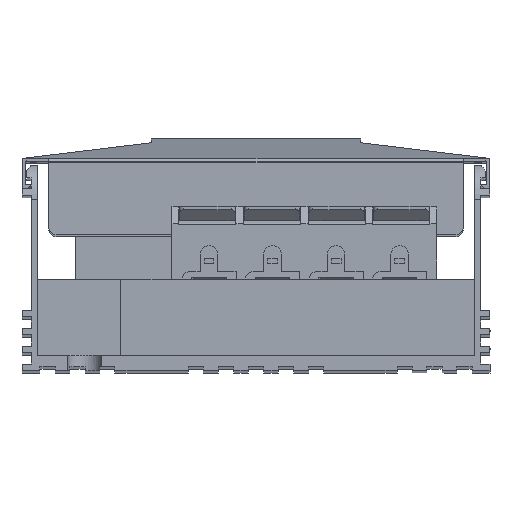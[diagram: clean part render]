
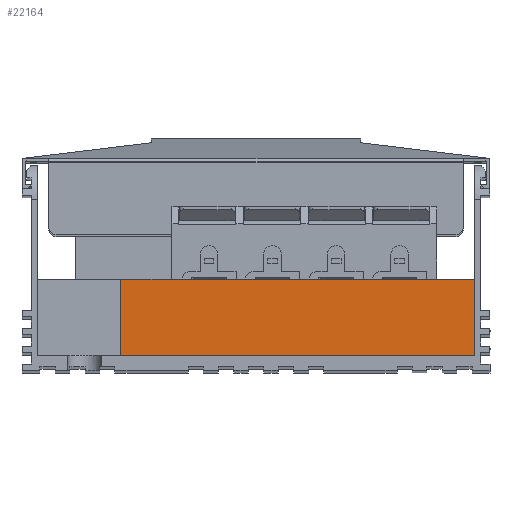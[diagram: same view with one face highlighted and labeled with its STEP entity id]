
A CAD part, top view. The second image highlights one B-rep face of the part: STEP entity #22164.
In plain terms, the highlighted face is planar.
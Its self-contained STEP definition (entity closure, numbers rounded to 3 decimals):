
#307 = CARTESIAN_POINT ( 'NONE',  ( -7.283, -6.807, 0. ) ) ;
#763 = VERTEX_POINT ( 'NONE', #7705 ) ;
#953 = CARTESIAN_POINT ( 'NONE',  ( 39.217, -6.807, 0. ) ) ;
#1099 = VERTEX_POINT ( 'NONE', #23253 ) ;
#1181 = VECTOR ( 'NONE', #5507, 1000. ) ;
#2732 = DIRECTION ( 'NONE',  ( 0., 1., 0. ) ) ;
#3498 = LINE ( 'NONE', #8858, #1181 ) ;
#5139 = EDGE_CURVE ( 'NONE', #20835, #11238, #11025, .T. ) ;
#5373 = EDGE_CURVE ( 'NONE', #763, #11238, #3498, .T. ) ;
#5507 = DIRECTION ( 'NONE',  ( 0., 0., -1. ) ) ;
#5672 = ORIENTED_EDGE ( 'NONE', *, *, #5373, .F. ) ;
#6795 = DIRECTION ( 'NONE',  ( 1., 0., 0. ) ) ;
#7014 = EDGE_CURVE ( 'NONE', #1099, #20835, #13076, .T. ) ;
#7023 = LINE ( 'NONE', #12274, #8714 ) ;
#7242 = CARTESIAN_POINT ( 'NONE',  ( -7.283, -6.807, 10. ) ) ;
#7705 = CARTESIAN_POINT ( 'NONE',  ( 39.217, -6.807, 10. ) ) ;
#8714 = VECTOR ( 'NONE', #6795, 1000. ) ;
#8858 = CARTESIAN_POINT ( 'NONE',  ( 39.217, -6.807, 10. ) ) ;
#9882 = EDGE_LOOP ( 'NONE', ( #21994, #5672, #18359, #16628 ) ) ;
#11025 = LINE ( 'NONE', #307, #22533 ) ;
#11134 = DIRECTION ( 'NONE',  ( 1., 0., 0. ) ) ;
#11157 = PLANE ( 'NONE',  #12087 ) ;
#11238 = VERTEX_POINT ( 'NONE', #953 ) ;
#12087 = AXIS2_PLACEMENT_3D ( 'NONE', #12120, #2732, #19422 ) ;
#12120 = CARTESIAN_POINT ( 'NONE',  ( -7.283, -6.807, 10. ) ) ;
#12274 = CARTESIAN_POINT ( 'NONE',  ( -7.283, -6.807, 10. ) ) ;
#13076 = LINE ( 'NONE', #7242, #20920 ) ;
#15841 = EDGE_CURVE ( 'NONE', #1099, #763, #7023, .T. ) ;
#16628 = ORIENTED_EDGE ( 'NONE', *, *, #7014, .T. ) ;
#16695 = DIRECTION ( 'NONE',  ( 0., 0., -1. ) ) ;
#16819 = FACE_OUTER_BOUND ( 'NONE', #9882, .T. ) ;
#18359 = ORIENTED_EDGE ( 'NONE', *, *, #15841, .F. ) ;
#19422 = DIRECTION ( 'NONE',  ( 0., 0., 1. ) ) ;
#20835 = VERTEX_POINT ( 'NONE', #23159 ) ;
#20920 = VECTOR ( 'NONE', #16695, 1000. ) ;
#21994 = ORIENTED_EDGE ( 'NONE', *, *, #5139, .T. ) ;
#22164 = ADVANCED_FACE ( 'NONE', ( #16819 ), #11157, .F. ) ;
#22533 = VECTOR ( 'NONE', #11134, 1000. ) ;
#23159 = CARTESIAN_POINT ( 'NONE',  ( -7.283, -6.807, 0. ) ) ;
#23253 = CARTESIAN_POINT ( 'NONE',  ( -7.283, -6.807, 10. ) ) ;
